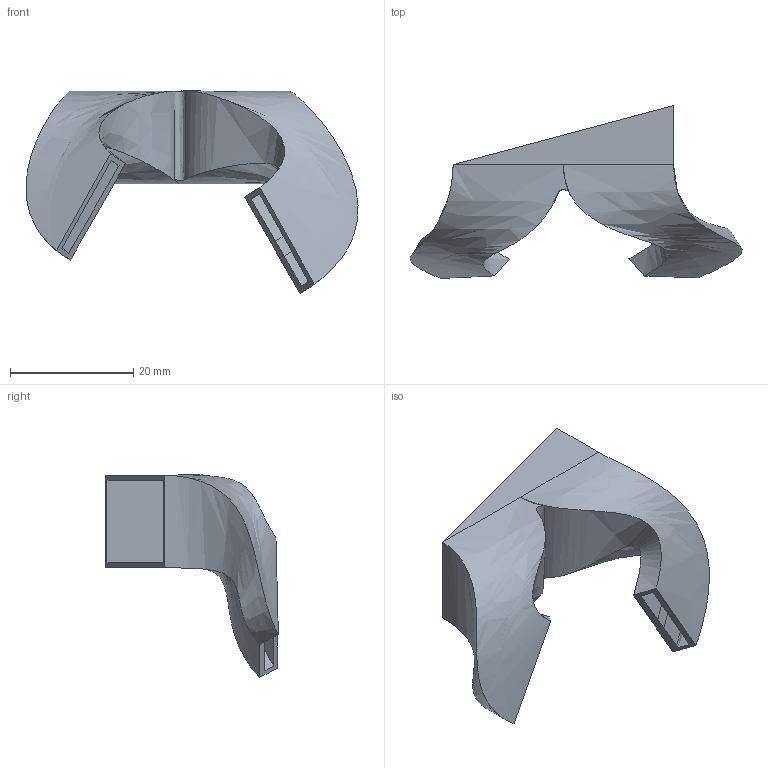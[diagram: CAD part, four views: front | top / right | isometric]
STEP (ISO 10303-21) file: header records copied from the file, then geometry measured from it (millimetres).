
FILE_DESCRIPTION (( 'STEP AP214' ), '1' );
FILE_NAME ('duck2.STEP', '2025-05-13T15:32:06', ( '' ), ( '' ), 'SwSTEP 2.0', 'SolidWorks 2024', '' );
FILE_SCHEMA (( 'AUTOMOTIVE_DESIGN' ));
Length unit declared in the file: millimetre
Products named in the file (1): duck2
Bounding box: 53.85 x 28.01 x 32.91 mm (x, y, z)
Volume: 2389.2 mm3; surface area: 6131.1 mm2
Topology: 1 solids, 1 shells, 33 faces, 91 edges, 59 vertices
Faces by surface type: bspline 22, plane 11
Entity records: 16001 total; most frequent: CARTESIAN_POINT 15335, ORIENTED_EDGE 182, EDGE_CURVE 91, B_SPLINE_CURVE_WITH_KNOTS 69, VERTEX_POINT 59, DIRECTION 46, EDGE_LOOP 36, ADVANCED_FACE 33
